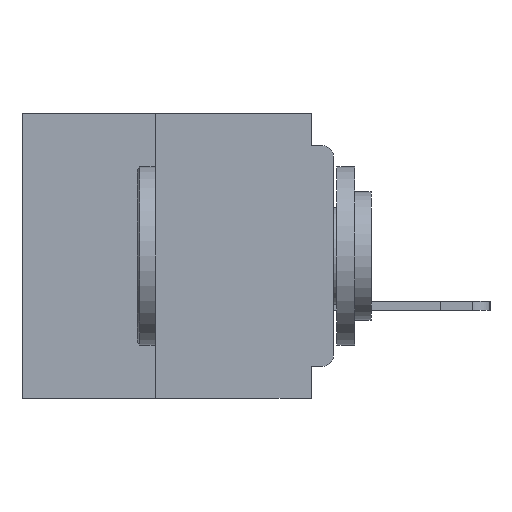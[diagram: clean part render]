
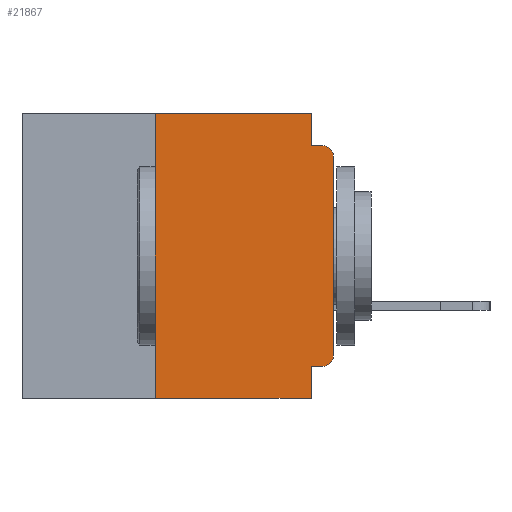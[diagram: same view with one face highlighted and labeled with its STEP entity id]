
A CAD part, left-side view. The second image highlights one B-rep face of the part: STEP entity #21867.
In plain terms, the highlighted planar face has unit normal (-1, 0, 0).
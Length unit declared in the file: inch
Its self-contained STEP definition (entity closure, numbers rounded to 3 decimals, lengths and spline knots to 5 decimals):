
#987 = CARTESIAN_POINT ( 'NONE',  ( 0., 0., -0.355 ) ) ;
#1156 = PLANE ( 'NONE',  #18435 ) ;
#1432 = CARTESIAN_POINT ( 'NONE',  ( 0., 0.015, -0.06 ) ) ;
#3263 = CARTESIAN_POINT ( 'NONE',  ( 0., 0.031, -0.355 ) ) ;
#3536 = EDGE_CURVE ( 'NONE', #10109, #6124, #34623, .T. ) ;
#4553 = LINE ( 'NONE', #43009, #24897 ) ;
#4915 = VECTOR ( 'NONE', #14834, 39.37008 ) ;
#5108 = CARTESIAN_POINT ( 'NONE',  ( 0., 0.25, 0. ) ) ;
#5293 = LINE ( 'NONE', #43913, #51032 ) ;
#5298 = LINE ( 'NONE', #46230, #47284 ) ;
#5527 = DIRECTION ( 'NONE',  ( 0., 0., -1. ) ) ;
#6011 = CARTESIAN_POINT ( 'NONE',  ( 0., 0.015, -0.355 ) ) ;
#6124 = VERTEX_POINT ( 'NONE', #39325 ) ;
#7335 = CARTESIAN_POINT ( 'NONE',  ( 0., 0., -0.06 ) ) ;
#7485 = ORIENTED_EDGE ( 'NONE', *, *, #3536, .F. ) ;
#7748 = ORIENTED_EDGE ( 'NONE', *, *, #22554, .T. ) ;
#8021 = FACE_OUTER_BOUND ( 'NONE', #35455, .T. ) ;
#8911 = ORIENTED_EDGE ( 'NONE', *, *, #10917, .F. ) ;
#9372 = DIRECTION ( 'NONE',  ( 1., 0., 0. ) ) ;
#10109 = VERTEX_POINT ( 'NONE', #17580 ) ;
#10178 = CARTESIAN_POINT ( 'NONE',  ( 0., 0.015, -0.045 ) ) ;
#10191 = DIRECTION ( 'NONE',  ( 0., -1., 0. ) ) ;
#10917 = EDGE_CURVE ( 'NONE', #37701, #52286, #48533, .T. ) ;
#11462 = CIRCLE ( 'NONE', #52485, 0.015 ) ;
#14292 = ORIENTED_EDGE ( 'NONE', *, *, #20911, .F. ) ;
#14834 = DIRECTION ( 'NONE',  ( 0., 0., 1. ) ) ;
#14981 = EDGE_CURVE ( 'NONE', #17149, #45701, #51928, .T. ) ;
#15614 = DIRECTION ( 'NONE',  ( -1., 0., 0. ) ) ;
#15996 = CARTESIAN_POINT ( 'NONE',  ( 0., 0., 0. ) ) ;
#16173 = DIRECTION ( 'NONE',  ( 0., 0., 1. ) ) ;
#16380 = VECTOR ( 'NONE', #16173, 39.37008 ) ;
#17057 = CARTESIAN_POINT ( 'NONE',  ( 0., 0.25, -0.4 ) ) ;
#17149 = VERTEX_POINT ( 'NONE', #17057 ) ;
#17406 = CARTESIAN_POINT ( 'NONE',  ( 0., 0.437, 0. ) ) ;
#17580 = CARTESIAN_POINT ( 'NONE',  ( 0., 0.031, 0. ) ) ;
#18435 = AXIS2_PLACEMENT_3D ( 'NONE', #17406, #9372, #37775 ) ;
#19633 = DIRECTION ( 'NONE',  ( 0., -1., 0. ) ) ;
#20522 = CARTESIAN_POINT ( 'NONE',  ( 0., 0., -0.34 ) ) ;
#20911 = EDGE_CURVE ( 'NONE', #33695, #10109, #5293, .T. ) ;
#21467 = LINE ( 'NONE', #43209, #4915 ) ;
#21867 = ADVANCED_FACE ( 'NONE', ( #8021 ), #1156, .F. ) ;
#21920 = DIRECTION ( 'NONE',  ( 0., -1., 0. ) ) ;
#22554 = EDGE_CURVE ( 'NONE', #48265, #46872, #27078, .T. ) ;
#22732 = DIRECTION ( 'NONE',  ( 0., 0., -1. ) ) ;
#22868 = DIRECTION ( 'NONE',  ( 0., 0., -1. ) ) ;
#23214 = CARTESIAN_POINT ( 'NONE',  ( 0., 0.031, 0. ) ) ;
#24067 = ORIENTED_EDGE ( 'NONE', *, *, #48582, .F. ) ;
#24897 = VECTOR ( 'NONE', #22732, 39.37008 ) ;
#25601 = EDGE_CURVE ( 'NONE', #46872, #47262, #11462, .T. ) ;
#27078 = LINE ( 'NONE', #15996, #16380 ) ;
#29849 = DIRECTION ( 'NONE',  ( -1., 0., 0. ) ) ;
#31617 = VECTOR ( 'NONE', #10191, 39.37008 ) ;
#33058 = ORIENTED_EDGE ( 'NONE', *, *, #52281, .T. ) ;
#33341 = VECTOR ( 'NONE', #22868, 39.37008 ) ;
#33513 = DIRECTION ( 'NONE',  ( 0., 1., 0. ) ) ;
#33695 = VERTEX_POINT ( 'NONE', #5108 ) ;
#34623 = LINE ( 'NONE', #23214, #33341 ) ;
#35455 = EDGE_LOOP ( 'NONE', ( #7748, #42978, #36125, #7485, #14292, #24067, #48508, #39270, #8911, #33058 ) ) ;
#36125 = ORIENTED_EDGE ( 'NONE', *, *, #36946, .F. ) ;
#36946 = EDGE_CURVE ( 'NONE', #6124, #47262, #5298, .T. ) ;
#37701 = VERTEX_POINT ( 'NONE', #6011 ) ;
#37775 = DIRECTION ( 'NONE',  ( 0., 0., -1. ) ) ;
#38579 = CARTESIAN_POINT ( 'NONE',  ( 0., 0.437, -0.4 ) ) ;
#39270 = ORIENTED_EDGE ( 'NONE', *, *, #45530, .F. ) ;
#39325 = CARTESIAN_POINT ( 'NONE',  ( 0., 0.031, -0.045 ) ) ;
#39901 = CARTESIAN_POINT ( 'NONE',  ( 0., 0.015, -0.34 ) ) ;
#42978 = ORIENTED_EDGE ( 'NONE', *, *, #25601, .T. ) ;
#43009 = CARTESIAN_POINT ( 'NONE',  ( 0., 0.031, -0.4 ) ) ;
#43209 = CARTESIAN_POINT ( 'NONE',  ( 0., 0.25, -0.4 ) ) ;
#43913 = CARTESIAN_POINT ( 'NONE',  ( 0., 0.437, 0. ) ) ;
#43970 = DIRECTION ( 'NONE',  ( 0., 0., -1. ) ) ;
#45530 = EDGE_CURVE ( 'NONE', #52286, #45701, #4553, .T. ) ;
#45701 = VERTEX_POINT ( 'NONE', #48294 ) ;
#46230 = CARTESIAN_POINT ( 'NONE',  ( 0., 0., -0.045 ) ) ;
#46872 = VERTEX_POINT ( 'NONE', #7335 ) ;
#47262 = VERTEX_POINT ( 'NONE', #10178 ) ;
#47281 = VECTOR ( 'NONE', #33513, 39.37008 ) ;
#47284 = VECTOR ( 'NONE', #21920, 39.37008 ) ;
#48265 = VERTEX_POINT ( 'NONE', #20522 ) ;
#48294 = CARTESIAN_POINT ( 'NONE',  ( 0., 0.031, -0.4 ) ) ;
#48372 = AXIS2_PLACEMENT_3D ( 'NONE', #39901, #15614, #43970 ) ;
#48508 = ORIENTED_EDGE ( 'NONE', *, *, #14981, .T. ) ;
#48533 = LINE ( 'NONE', #987, #47281 ) ;
#48582 = EDGE_CURVE ( 'NONE', #17149, #33695, #21467, .T. ) ;
#51032 = VECTOR ( 'NONE', #19633, 39.37008 ) ;
#51864 = CIRCLE ( 'NONE', #48372, 0.015 ) ;
#51928 = LINE ( 'NONE', #38579, #31617 ) ;
#52281 = EDGE_CURVE ( 'NONE', #37701, #48265, #51864, .T. ) ;
#52286 = VERTEX_POINT ( 'NONE', #3263 ) ;
#52485 = AXIS2_PLACEMENT_3D ( 'NONE', #1432, #29849, #5527 ) ;
